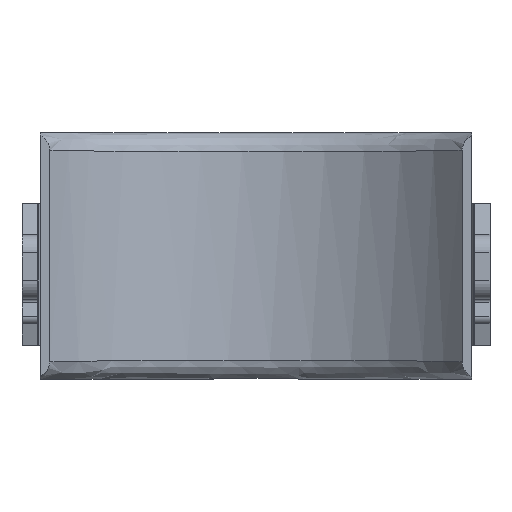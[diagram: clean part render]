
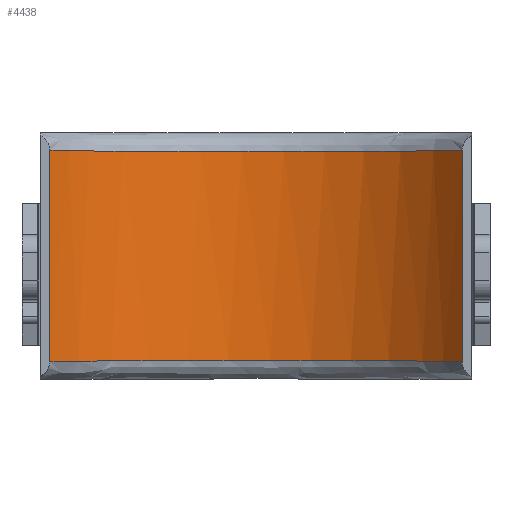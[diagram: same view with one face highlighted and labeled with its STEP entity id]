
A CAD part, front view. The second image highlights one B-rep face of the part: STEP entity #4438.
In plain terms, the highlighted cylindrical face has radius 43 mm (diameter 86 mm), a partial arc.
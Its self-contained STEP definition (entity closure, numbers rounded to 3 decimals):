
#89 = EDGE_CURVE ( 'NONE', #4413, #1302, #7132, .T. ) ;
#122 = CARTESIAN_POINT ( 'NONE',  ( -29.673, -11.868, 17.088 ) ) ;
#176 = CARTESIAN_POINT ( 'NONE',  ( 33.466, -16., -17.161 ) ) ;
#207 = CARTESIAN_POINT ( 'NONE',  ( 32.961, -15.373, -17.148 ) ) ;
#218 = B_SPLINE_CURVE_WITH_KNOTS ( 'NONE', 3,
 ( #1253, #1490, #1121, #1097, #1067, #1035, #1012, #977, #944, #922, #877, #855, #835, #813, #781, #752, #733, #705, #694, #672, #665, #619, #582, #556, #531, #500, #467, #422, #399, #372, #343, #320, #261, #239, #207, #176 ),
 .UNSPECIFIED., .F., .F.,
 ( 4, 2, 2, 2, 2, 2, 2, 2, 2, 2, 2, 2, 2, 2, 2, 2, 2, 4 ),
 ( 0., 0.005, 0.007, 0.01, 0.019, 0.024, 0.029, 0.038, 0.043, 0.046, 0.048, 0.058, 0.06, 0.062, 0.067, 0.072, 0.074, 0.077 ),
 .UNSPECIFIED. ) ;
#239 = CARTESIAN_POINT ( 'NONE',  ( 32.438, -14.762, -17.137 ) ) ;
#261 = CARTESIAN_POINT ( 'NONE',  ( 31.359, -13.568, -17.115 ) ) ;
#320 = CARTESIAN_POINT ( 'NONE',  ( 30.802, -12.985, -17.105 ) ) ;
#343 = CARTESIAN_POINT ( 'NONE',  ( 29.091, -11.293, -17.079 ) ) ;
#356 = CARTESIAN_POINT ( 'NONE',  ( -3.235, -0.001, 16.999 ) ) ;
#372 = CARTESIAN_POINT ( 'NONE',  ( 27.896, -10.238, -17.064 ) ) ;
#399 = CARTESIAN_POINT ( 'NONE',  ( 25.403, -8.269, -17.041 ) ) ;
#418 = CARTESIAN_POINT ( 'NONE',  ( 31.359, -13.568, 17.115 ) ) ;
#422 = CARTESIAN_POINT ( 'NONE',  ( 24.104, -7.355, -17.033 ) ) ;
#467 = CARTESIAN_POINT ( 'NONE',  ( 22.076, -6.091, -17.022 ) ) ;
#500 = CARTESIAN_POINT ( 'NONE',  ( 21.388, -5.688, -17.019 ) ) ;
#517 = CARTESIAN_POINT ( 'NONE',  ( -27.886, -10.259, 17.065 ) ) ;
#531 = CARTESIAN_POINT ( 'NONE',  ( 19.983, -4.917, -17.014 ) ) ;
#556 = CARTESIAN_POINT ( 'NONE',  ( 19.265, -4.548, -17.012 ) ) ;
#582 = CARTESIAN_POINT ( 'NONE',  ( 15.644, -2.818, -17.003 ) ) ;
#619 = CARTESIAN_POINT ( 'NONE',  ( 12.642, -1.777, -17.001 ) ) ;
#661 = CARTESIAN_POINT ( 'NONE',  ( -32.455, -14.747, 17.136 ) ) ;
#665 = CARTESIAN_POINT ( 'NONE',  ( 8.761, -0.894, -17. ) ) ;
#672 = CARTESIAN_POINT ( 'NONE',  ( 7.978, -0.739, -16.999 ) ) ;
#694 = CARTESIAN_POINT ( 'NONE',  ( 6.398, -0.471, -16.999 ) ) ;
#705 = CARTESIAN_POINT ( 'NONE',  ( 5.6, -0.359, -16.999 ) ) ;
#722 = ORIENTED_EDGE ( 'NONE', *, *, #89, .T. ) ;
#733 = CARTESIAN_POINT ( 'NONE',  ( 3.202, -0.089, -16.999 ) ) ;
#752 = CARTESIAN_POINT ( 'NONE',  ( 1.597, 0., -16.999 ) ) ;
#781 = CARTESIAN_POINT ( 'NONE',  ( -3.235, -0.001, -16.999 ) ) ;
#813 = CARTESIAN_POINT ( 'NONE',  ( -6.395, -0.359, -16.999 ) ) ;
#835 = CARTESIAN_POINT ( 'NONE',  ( -11.047, -1.413, -17. ) ) ;
#855 = CARTESIAN_POINT ( 'NONE',  ( -12.583, -1.851, -17.001 ) ) ;
#877 = CARTESIAN_POINT ( 'NONE',  ( -15.624, -2.907, -17.004 ) ) ;
#922 = CARTESIAN_POINT ( 'NONE',  ( -17.104, -3.516, -17.007 ) ) ;
#944 = CARTESIAN_POINT ( 'NONE',  ( -21.41, -5.574, -17.017 ) ) ;
#977 = CARTESIAN_POINT ( 'NONE',  ( -24.111, -7.251, -17.03 ) ) ;
#1012 = CARTESIAN_POINT ( 'NONE',  ( -27.269, -9.742, -17.059 ) ) ;
#1035 = CARTESIAN_POINT ( 'NONE',  ( -27.886, -10.259, -17.065 ) ) ;
#1067 = CARTESIAN_POINT ( 'NONE',  ( -29.088, -11.321, -17.08 ) ) ;
#1097 = CARTESIAN_POINT ( 'NONE',  ( -29.673, -11.868, -17.088 ) ) ;
#1100 = CARTESIAN_POINT ( 'NONE',  ( 32.961, -15.373, 17.148 ) ) ;
#1109 = EDGE_CURVE ( 'NONE', #1302, #6289, #218, .T. ) ;
#1121 = CARTESIAN_POINT ( 'NONE',  ( -31.38, -13.557, -17.114 ) ) ;
#1191 = CARTESIAN_POINT ( 'NONE',  ( -33.466, -16., 17.161 ) ) ;
#1240 = CARTESIAN_POINT ( 'NONE',  ( 19.265, -4.548, 17.012 ) ) ;
#1253 = CARTESIAN_POINT ( 'NONE',  ( -33.466, -16., -17.161 ) ) ;
#1292 = ORIENTED_EDGE ( 'NONE', *, *, #1109, .T. ) ;
#1302 = VERTEX_POINT ( 'NONE', #4629 ) ;
#1385 = DIRECTION ( 'NONE',  ( 0., 0., -1. ) ) ;
#1393 = CARTESIAN_POINT ( 'NONE',  ( 33.466, -16., 17.161 ) ) ;
#1484 = EDGE_CURVE ( 'NONE', #5294, #6289, #2716, .T. ) ;
#1490 = CARTESIAN_POINT ( 'NONE',  ( -32.455, -14.747, -17.136 ) ) ;
#1497 = CARTESIAN_POINT ( 'NONE',  ( 27.896, -10.238, 17.064 ) ) ;
#1529 = CARTESIAN_POINT ( 'NONE',  ( -17.104, -3.516, 17.007 ) ) ;
#1545 = CARTESIAN_POINT ( 'NONE',  ( -33.466, -16., 17.161 ) ) ;
#1640 = ORIENTED_EDGE ( 'NONE', *, *, #1484, .F. ) ;
#1868 = CARTESIAN_POINT ( 'NONE',  ( -33.466, -16., 20. ) ) ;
#1983 = DIRECTION ( 'NONE',  ( 0., 0., -1. ) ) ;
#2055 = CARTESIAN_POINT ( 'NONE',  ( 3.202, -0.089, 16.999 ) ) ;
#2171 = CARTESIAN_POINT ( 'NONE',  ( -29.088, -11.321, 17.08 ) ) ;
#2535 = CARTESIAN_POINT ( 'NONE',  ( 24.104, -7.355, 17.033 ) ) ;
#2614 = CARTESIAN_POINT ( 'NONE',  ( -15.624, -2.907, 17.004 ) ) ;
#2716 = LINE ( 'NONE', #4611, #2897 ) ;
#2784 = CARTESIAN_POINT ( 'NONE',  ( 19.983, -4.917, 17.014 ) ) ;
#2813 = DIRECTION ( 'NONE',  ( 0., 0., -1. ) ) ;
#2829 = CARTESIAN_POINT ( 'NONE',  ( 7.978, -0.739, 16.999 ) ) ;
#2885 = ORIENTED_EDGE ( 'NONE', *, *, #3292, .T. ) ;
#2897 = VECTOR ( 'NONE', #1385, 1000. ) ;
#3168 = CARTESIAN_POINT ( 'NONE',  ( -6.395, -0.359, 16.999 ) ) ;
#3237 = FACE_OUTER_BOUND ( 'NONE', #4747, .T. ) ;
#3292 = EDGE_CURVE ( 'NONE', #5294, #4413, #4181, .T. ) ;
#3419 = DIRECTION ( 'NONE',  ( -1., 0., 0. ) ) ;
#3472 = CARTESIAN_POINT ( 'NONE',  ( 15.644, -2.818, 17.003 ) ) ;
#3602 = CARTESIAN_POINT ( 'NONE',  ( 33.466, -16., 17.161 ) ) ;
#3663 = CARTESIAN_POINT ( 'NONE',  ( -12.583, -1.851, 17.001 ) ) ;
#4108 = CARTESIAN_POINT ( 'NONE',  ( -27.269, -9.742, 17.059 ) ) ;
#4148 = CARTESIAN_POINT ( 'NONE',  ( 8.761, -0.894, 17. ) ) ;
#4181 = B_SPLINE_CURVE_WITH_KNOTS ( 'NONE', 3,
 ( #3602, #1100, #6536, #418, #5180, #7179, #1497, #5301, #2535, #5415, #5494, #2784, #1240, #3472, #7390, #4148, #2829, #5478, #4358, #2055, #6740, #356, #3168, #4894, #3663, #2614, #1529, #7015, #6148, #4108, #517, #2171, #122, #5947, #661, #1191 ),
 .UNSPECIFIED., .F., .F.,
 ( 4, 2, 2, 2, 2, 2, 2, 2, 2, 2, 2, 2, 2, 2, 2, 2, 2, 4 ),
 ( 0., 0.002, 0.005, 0.01, 0.014, 0.017, 0.019, 0.029, 0.031, 0.034, 0.039, 0.048, 0.053, 0.058, 0.068, 0.07, 0.072, 0.077 ),
 .UNSPECIFIED. ) ;
#4277 = AXIS2_PLACEMENT_3D ( 'NONE', #6258, #2813, #3419 ) ;
#4358 = CARTESIAN_POINT ( 'NONE',  ( 5.6, -0.359, 16.999 ) ) ;
#4413 = VERTEX_POINT ( 'NONE', #1545 ) ;
#4438 = ADVANCED_FACE ( 'NONE', ( #3237 ), #4632, .F. ) ;
#4611 = CARTESIAN_POINT ( 'NONE',  ( 33.466, -16., 20. ) ) ;
#4629 = CARTESIAN_POINT ( 'NONE',  ( -33.466, -16., -17.161 ) ) ;
#4632 = CYLINDRICAL_SURFACE ( 'NONE', #4277, 43. ) ;
#4747 = EDGE_LOOP ( 'NONE', ( #722, #1292, #1640, #2885 ) ) ;
#4894 = CARTESIAN_POINT ( 'NONE',  ( -11.047, -1.413, 17. ) ) ;
#5180 = CARTESIAN_POINT ( 'NONE',  ( 30.802, -12.985, 17.105 ) ) ;
#5294 = VERTEX_POINT ( 'NONE', #1393 ) ;
#5301 = CARTESIAN_POINT ( 'NONE',  ( 25.403, -8.269, 17.041 ) ) ;
#5415 = CARTESIAN_POINT ( 'NONE',  ( 22.076, -6.091, 17.022 ) ) ;
#5478 = CARTESIAN_POINT ( 'NONE',  ( 6.398, -0.471, 16.999 ) ) ;
#5494 = CARTESIAN_POINT ( 'NONE',  ( 21.388, -5.688, 17.019 ) ) ;
#5947 = CARTESIAN_POINT ( 'NONE',  ( -31.38, -13.557, 17.114 ) ) ;
#5990 = VECTOR ( 'NONE', #1983, 1000. ) ;
#6148 = CARTESIAN_POINT ( 'NONE',  ( -24.111, -7.251, 17.03 ) ) ;
#6258 = CARTESIAN_POINT ( 'NONE',  ( 0., -43., 20. ) ) ;
#6289 = VERTEX_POINT ( 'NONE', #6787 ) ;
#6536 = CARTESIAN_POINT ( 'NONE',  ( 32.438, -14.762, 17.137 ) ) ;
#6740 = CARTESIAN_POINT ( 'NONE',  ( 1.597, 0., 16.999 ) ) ;
#6787 = CARTESIAN_POINT ( 'NONE',  ( 33.466, -16., -17.161 ) ) ;
#7015 = CARTESIAN_POINT ( 'NONE',  ( -21.41, -5.574, 17.017 ) ) ;
#7132 = LINE ( 'NONE', #1868, #5990 ) ;
#7179 = CARTESIAN_POINT ( 'NONE',  ( 29.091, -11.293, 17.079 ) ) ;
#7390 = CARTESIAN_POINT ( 'NONE',  ( 12.642, -1.777, 17.001 ) ) ;
